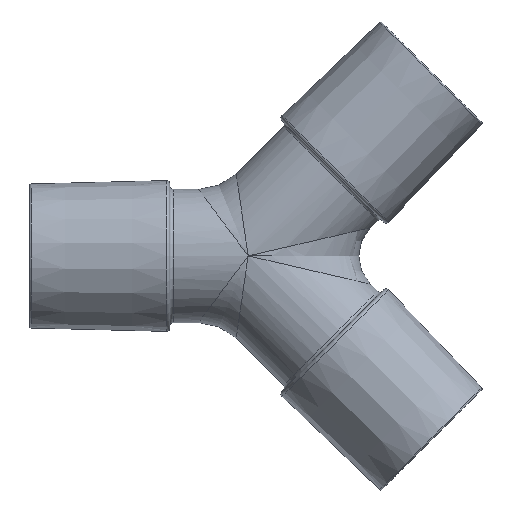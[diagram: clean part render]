
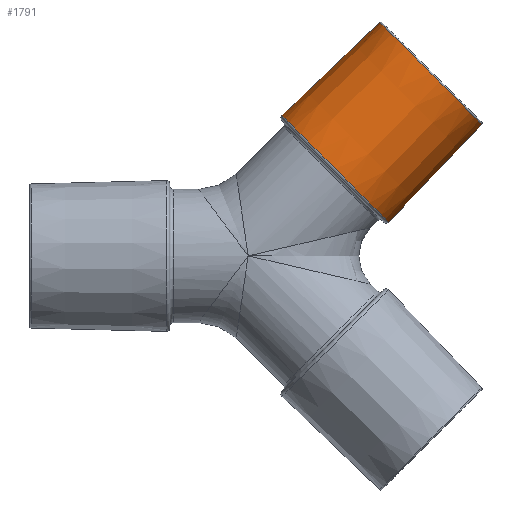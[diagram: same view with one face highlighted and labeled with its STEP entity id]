
A CAD part, top view. The second image highlights one B-rep face of the part: STEP entity #1791.
In plain terms, the highlighted conical face has half-angle 1.432 degrees and reference radius 11.335 mm.
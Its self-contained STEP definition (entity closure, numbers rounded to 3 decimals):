
#34 = CARTESIAN_POINT ( 'NONE',  ( 29.883, 5.084, 0. ) ) ;
#114 = DIRECTION ( 'NONE',  ( -0.725, -0.689, 0. ) ) ;
#144 = EDGE_CURVE ( 'NONE', #2199, #758, #1102, .T. ) ;
#218 = DIRECTION ( 'NONE',  ( -0.689, -0.725, 0. ) ) ;
#233 = AXIS2_PLACEMENT_3D ( 'NONE', #315, #2233, #2415 ) ;
#241 = CIRCLE ( 'NONE', #370, 11.322 ) ;
#315 = CARTESIAN_POINT ( 'NONE',  ( 36.226, 27.439, 0. ) ) ;
#370 = AXIS2_PLACEMENT_3D ( 'NONE', #839, #2173, #2363 ) ;
#472 = ORIENTED_EDGE ( 'NONE', *, *, #1139, .F. ) ;
#473 = DIRECTION ( 'NONE',  ( -0.707, -0.707, 0. ) ) ;
#561 = VECTOR ( 'NONE', #218, 1000. ) ;
#655 = EDGE_CURVE ( 'NONE', #758, #1370, #1520, .T. ) ;
#758 = VERTEX_POINT ( 'NONE', #818 ) ;
#766 = VERTEX_POINT ( 'NONE', #1408 ) ;
#806 = LINE ( 'NONE', #2028, #1525 ) ;
#818 = CARTESIAN_POINT ( 'NONE',  ( 43.873, 19.792, 0. ) ) ;
#839 = CARTESIAN_POINT ( 'NONE',  ( 21.877, 13.09, 0. ) ) ;
#1093 = CARTESIAN_POINT ( 'NONE',  ( 28.579, 35.087, 0. ) ) ;
#1102 = CIRCLE ( 'NONE', #233, 10.815 ) ;
#1139 = EDGE_CURVE ( 'NONE', #1370, #766, #241, .T. ) ;
#1210 = AXIS2_PLACEMENT_3D ( 'NONE', #1613, #473, #1410 ) ;
#1350 = FACE_OUTER_BOUND ( 'NONE', #2330, .T. ) ;
#1370 = VERTEX_POINT ( 'NONE', #34 ) ;
#1408 = CARTESIAN_POINT ( 'NONE',  ( 13.871, 21.096, 0. ) ) ;
#1410 = DIRECTION ( 'NONE',  ( -0.707, 0.707, 0. ) ) ;
#1520 = LINE ( 'NONE', #2339, #561 ) ;
#1525 = VECTOR ( 'NONE', #114, 1000. ) ;
#1605 = ORIENTED_EDGE ( 'NONE', *, *, #1963, .T. ) ;
#1613 = CARTESIAN_POINT ( 'NONE',  ( 21.515, 12.728, 0. ) ) ;
#1791 = ADVANCED_FACE ( 'NONE', ( #1350 ), #1971, .T. ) ;
#1955 = ORIENTED_EDGE ( 'NONE', *, *, #655, .F. ) ;
#1963 = EDGE_CURVE ( 'NONE', #2199, #766, #806, .T. ) ;
#1971 = CONICAL_SURFACE ( 'NONE', #1210, 11.335, 0.025 ) ;
#2028 = CARTESIAN_POINT ( 'NONE',  ( 13.5, 20.743, 0. ) ) ;
#2173 = DIRECTION ( 'NONE',  ( -0.707, -0.707, 0. ) ) ;
#2199 = VERTEX_POINT ( 'NONE', #1093 ) ;
#2233 = DIRECTION ( 'NONE',  ( 0.707, 0.707, 0. ) ) ;
#2304 = ORIENTED_EDGE ( 'NONE', *, *, #144, .F. ) ;
#2330 = EDGE_LOOP ( 'NONE', ( #1955, #2304, #1605, #472 ) ) ;
#2339 = CARTESIAN_POINT ( 'NONE',  ( 29.53, 4.713, 0. ) ) ;
#2363 = DIRECTION ( 'NONE',  ( 0.707, -0.707, 0. ) ) ;
#2415 = DIRECTION ( 'NONE',  ( 0.707, -0.707, 0. ) ) ;
